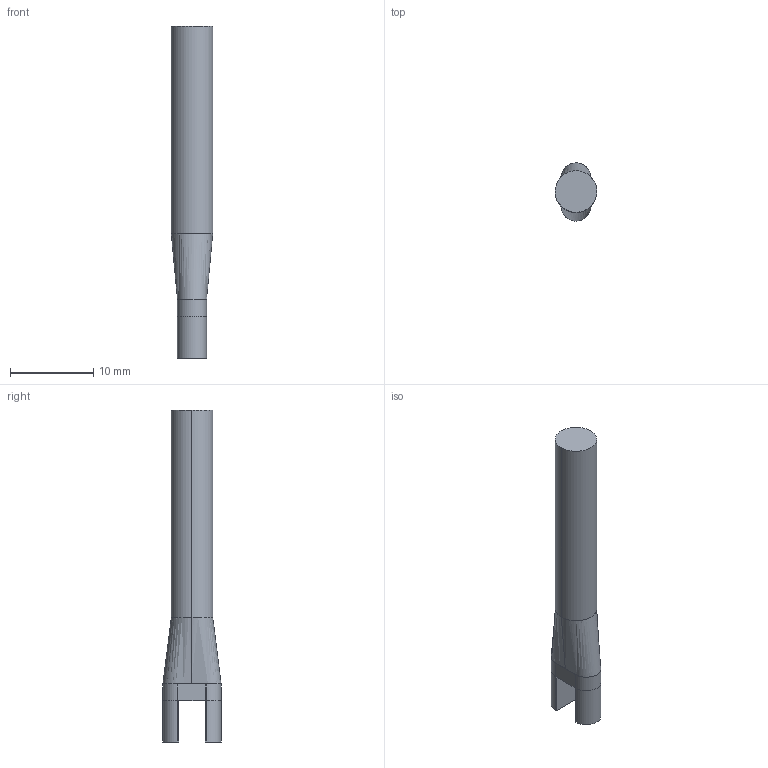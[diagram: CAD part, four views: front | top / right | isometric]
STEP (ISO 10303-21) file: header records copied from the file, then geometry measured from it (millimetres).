
FILE_DESCRIPTION(/* description */ (''),/* implementation_level */ '2;1');
FILE_NAME(/* name */ 'A',/* time_stamp */ '2021-09-22T16:59:42+02:00',/* author */ (''),/* organization */ (''),/* preprocessor_version */ 'ST-DEVELOPER v15',/* originating_system */ '',/* authorisation */ '');
FILE_SCHEMA (('AUTOMOTIVE_DESIGN'));
Length unit declared in the file: millimetre
Products named in the file (1): Document
Bounding box: 5 x 7 x 40 mm (x, y, z)
Volume: 583.9 mm3; surface area: 755.6 mm2
Topology: 2 solids, 3 shells, 29 faces, 63 edges, 41 vertices
Faces by surface type: bspline 21, plane 8
Entity records: 1131 total; most frequent: CARTESIAN_POINT 716, ORIENTED_EDGE 116, EDGE_CURVE 60, VERTEX_POINT 37, EDGE_LOOP 31, ADVANCED_FACE 29, FACE_OUTER_BOUND 29, DIRECTION 16
